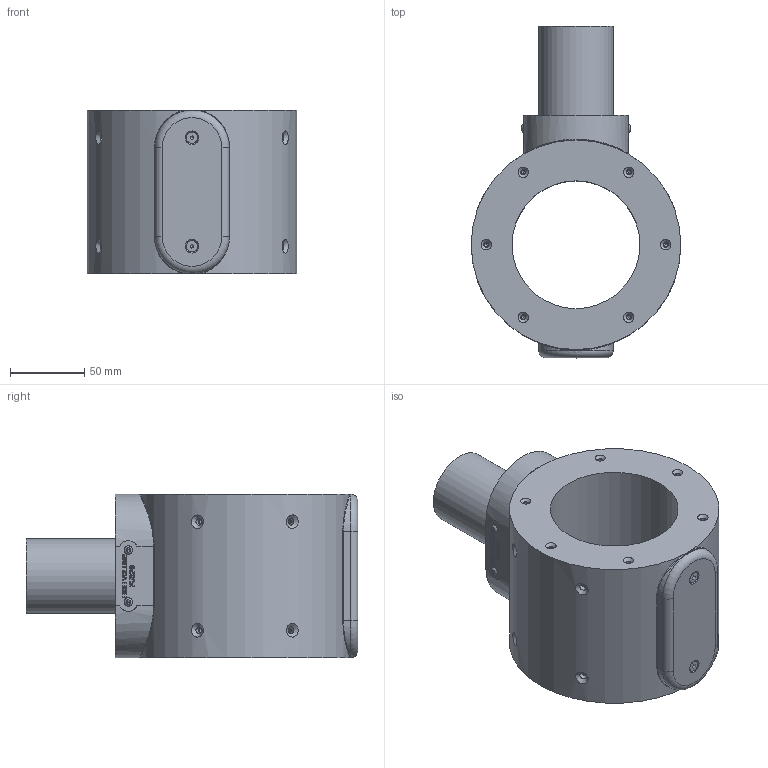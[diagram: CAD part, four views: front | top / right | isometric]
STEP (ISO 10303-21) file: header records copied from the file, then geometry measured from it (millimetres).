
FILE_DESCRIPTION (( 'STEP AP214' ), '1' );
FILE_NAME ('P-086-030-rev-A-SP.STEP', '2025-03-12T07:23:13', ( '' ), ( '' ), 'SwSTEP 2.0', 'SolidWorks 2024', '' );
FILE_SCHEMA (( 'AUTOMOTIVE_DESIGN' ));
Length unit declared in the file: millimetre
Products named in the file (1): P-086-030-rev-A-SP
Bounding box: 141 x 223.22 x 110.06 mm (x, y, z)
Volume: 1351286.8 mm3; surface area: 120685 mm2
Topology: 1 solids, 1 shells, 630 faces, 1604 edges, 1034 vertices
Faces by surface type: plane 373, bspline 138, cylinder 57, cone 56, sphere 4, torus 2
Full cylindrical faces by diameter (mm): 2.5 x12, 3.3 x8, 4.5 x8, 5.7 x4, 7.64 x2, 8.5 x6, 50 x1, 86 x1, 141 x1
Entity records: 23440 total; most frequent: CARTESIAN_POINT 8619, ORIENTED_EDGE 2908, DIRECTION 2086, EDGE_CURVE 1454, VERTEX_POINT 992, EDGE_LOOP 798, LINE 712, VECTOR 712
